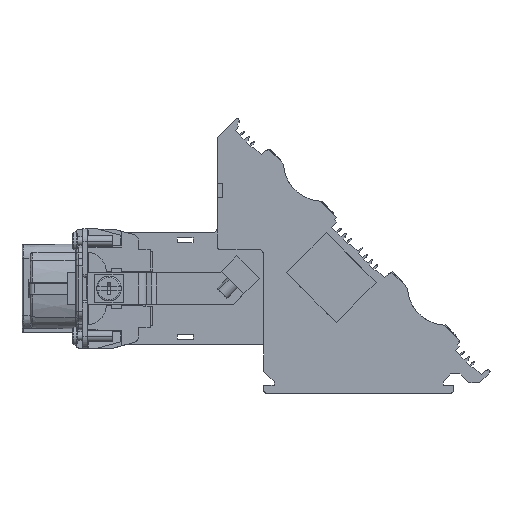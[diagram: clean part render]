
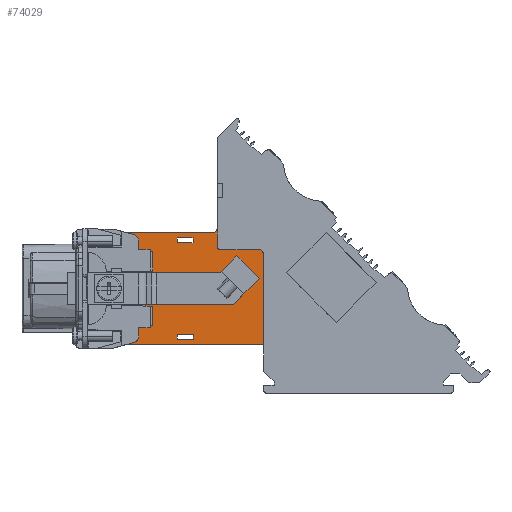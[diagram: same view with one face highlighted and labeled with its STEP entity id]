
A CAD part, left-side view. The second image highlights one B-rep face of the part: STEP entity #74029.
In plain terms, the highlighted planar face has unit normal (-1, 0, 0).
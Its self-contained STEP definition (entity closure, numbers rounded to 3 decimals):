
#5454=DIRECTION('',(0.,1.,0.));
#5455=VECTOR('',#5454,4.514);
#5456=CARTESIAN_POINT('',(-13.301,-30.671,
12.75));
#5457=LINE('',#5456,#5455);
#5522=DIRECTION('',(0.,0.,1.));
#5523=VECTOR('',#5522,1.386);
#5524=CARTESIAN_POINT('',(-13.301,-26.158,
12.75));
#5525=LINE('',#5524,#5523);
#5570=DIRECTION('',(0.,1.,0.009));
#5571=VECTOR('',#5570,20.301);
#5572=CARTESIAN_POINT('',(-13.301,-19.2,10.273));
#5573=LINE('',#5572,#5571);
#5574=DIRECTION('',(0.,-1.,0.));
#5575=VECTOR('',#5574,37.601);
#5576=CARTESIAN_POINT('',(-13.301,1.1,15.75));
#5577=LINE('',#5576,#5575);
#5578=CARTESIAN_POINT('',(-13.301,-36.5,
16.75));
#5579=DIRECTION('',(-1.,0.,0.));
#5580=DIRECTION('',(0.,-0.002,-1.));
#5581=AXIS2_PLACEMENT_3D('',#5578,#5579,#5580);
#5583=CARTESIAN_POINT('',(-13.301,-38.5,
11.8));
#5584=DIRECTION('',(-1.,0.,0.));
#5585=DIRECTION('',(0.,1.,0.));
#5586=AXIS2_PLACEMENT_3D('',#5583,#5584,#5585);
#5588=CARTESIAN_POINT('',(-13.301,-49.559,
10.8));
#5589=CARTESIAN_POINT('',(-13.301,-49.698,
10.8));
#5590=CARTESIAN_POINT('',(-13.301,-49.953,
10.745));
#5591=CARTESIAN_POINT('',(-13.301,-50.284,
10.526));
#5592=CARTESIAN_POINT('',(-13.301,-50.505,
10.192));
#5593=CARTESIAN_POINT('',(-13.301,-50.558,
9.943));
#5594=CARTESIAN_POINT('',(-13.301,-50.559,
9.803));
#5596=DIRECTION('',(0.,-0.005,-1.));
#5597=VECTOR('',#5596,26.054);
#5598=CARTESIAN_POINT('',(-13.301,-50.559,
9.803));
#5599=LINE('',#5598,#5597);
#5600=DIRECTION('',(0.,-1.,0.009));
#5601=VECTOR('',#5600,20.301);
#5602=CARTESIAN_POINT('',(-13.3,1.1,-10.95));
#5603=LINE('',#5602,#5601);
#5604=DIRECTION('',(0.,0.,1.));
#5605=VECTOR('',#5604,5.55);
#5606=CARTESIAN_POINT('',(-13.3,-19.2,-10.773));
#5607=LINE('',#5606,#5605);
#5608=DIRECTION('',(0.,1.,0.009));
#5609=VECTOR('',#5608,4.);
#5610=CARTESIAN_POINT('',(-13.3,-19.2,-5.223));
#5611=LINE('',#5610,#5609);
#5612=DIRECTION('',(0.,-1.,0.009));
#5613=VECTOR('',#5612,4.);
#5614=CARTESIAN_POINT('',(-13.301,-15.2,4.688));
#5615=LINE('',#5614,#5613);
#5616=DIRECTION('',(0.,0.,1.));
#5617=VECTOR('',#5616,5.55);
#5618=CARTESIAN_POINT('',(-13.301,-19.2,4.722));
#5619=LINE('',#5618,#5617);
#5620=DIRECTION('',(0.,0.,-1.));
#5621=VECTOR('',#5620,1.386);
#5622=CARTESIAN_POINT('',(-13.3,-30.758,
-13.25));
#5623=LINE('',#5622,#5621);
#5712=DIRECTION('',(0.,-1.,0.));
#5713=VECTOR('',#5712,4.6);
#5714=CARTESIAN_POINT('',(-13.3,-26.158,
-13.25));
#5715=LINE('',#5714,#5713);
#5732=DIRECTION('',(0.,0.,1.));
#5733=VECTOR('',#5732,1.386);
#5734=CARTESIAN_POINT('',(-13.3,-26.158,
-14.636));
#5735=LINE('',#5734,#5733);
#5868=DIRECTION('',(0.,-1.,0.));
#5869=VECTOR('',#5868,51.8);
#5870=CARTESIAN_POINT('',(-13.3,1.1,-16.25));
#5871=LINE('',#5870,#5869);
#5880=DIRECTION('',(0.,1.,0.));
#5881=VECTOR('',#5880,4.6);
#5882=CARTESIAN_POINT('',(-13.3,-30.758,
-14.636));
#5883=LINE('',#5882,#5881);
#6144=DIRECTION('',(0.,0.,-1.));
#6145=VECTOR('',#6144,5.3);
#6146=CARTESIAN_POINT('',(-13.3,1.1,-10.95));
#6147=LINE('',#6146,#6145);
#6260=DIRECTION('',(0.,0.,1.));
#6261=VECTOR('',#6260,5.3);
#6262=CARTESIAN_POINT('',(-13.301,1.1,10.45));
#6263=LINE('',#6262,#6261);
#6452=DIRECTION('',(0.,-1.,0.));
#6453=VECTOR('',#6452,4.514);
#6454=CARTESIAN_POINT('',(-13.301,-26.158,
14.135));
#6455=LINE('',#6454,#6453);
#6460=DIRECTION('',(0.,0.,-1.));
#6461=VECTOR('',#6460,1.386);
#6462=CARTESIAN_POINT('',(-13.301,-30.671,
14.135));
#6463=LINE('',#6462,#6461);
#7524=DIRECTION('',(0.,0.,1.));
#7525=VECTOR('',#7524,4.95);
#7526=CARTESIAN_POINT('',(-13.301,-37.5,
11.8));
#7527=LINE('',#7526,#7525);
#17285=DIRECTION('',(0.,1.,0.));
#17286=VECTOR('',#17285,11.059);
#17287=CARTESIAN_POINT('',(-13.301,-49.559,
10.8));
#17288=LINE('',#17287,#17286);
#36924=DIRECTION('',(0.,0.,-1.));
#36925=VECTOR('',#36924,9.876);
#36926=CARTESIAN_POINT('',(-13.301,-15.2,4.688));
#36927=LINE('',#36926,#36925);
#54432=CARTESIAN_POINT('',(-13.301,-36.502,
15.75));
#54433=CARTESIAN_POINT('',(-13.301,-37.5,
16.751));
#54434=VERTEX_POINT('',#54432);
#54435=VERTEX_POINT('',#54433);
#54436=CARTESIAN_POINT('',(-13.301,-37.5,
11.8));
#54437=VERTEX_POINT('',#54436);
#54438=CARTESIAN_POINT('',(-13.301,-38.5,
10.8));
#54439=VERTEX_POINT('',#54438);
#54440=CARTESIAN_POINT('',(-13.301,-49.559,
10.8));
#54441=VERTEX_POINT('',#54440);
#54442=VERTEX_POINT('',#5594);
#54443=CARTESIAN_POINT('',(-13.3,-50.7,
-16.25));
#54444=VERTEX_POINT('',#54443);
#54445=CARTESIAN_POINT('',(-13.3,-30.758,
-13.25));
#54446=CARTESIAN_POINT('',(-13.3,-30.758,
-14.636));
#54447=VERTEX_POINT('',#54445);
#54448=VERTEX_POINT('',#54446);
#54449=CARTESIAN_POINT('',(-13.3,-26.158,
-13.25));
#54450=VERTEX_POINT('',#54449);
#54451=CARTESIAN_POINT('',(-13.3,-26.158,
-14.636));
#54452=VERTEX_POINT('',#54451);
#54453=CARTESIAN_POINT('',(-13.301,-30.671,
12.75));
#54454=CARTESIAN_POINT('',(-13.301,-26.158,
12.75));
#54455=VERTEX_POINT('',#54453);
#54456=VERTEX_POINT('',#54454);
#54457=CARTESIAN_POINT('',(-13.301,-30.671,
14.135));
#54458=VERTEX_POINT('',#54457);
#54459=CARTESIAN_POINT('',(-13.301,-26.158,
14.135));
#54460=VERTEX_POINT('',#54459);
#67738=CARTESIAN_POINT('',(-13.301,-15.2,4.688));
#67739=CARTESIAN_POINT('',(-13.3,-15.2,-5.188));
#67740=VERTEX_POINT('',#67738);
#67741=VERTEX_POINT('',#67739);
#67752=CARTESIAN_POINT('',(-13.301,1.1,15.75));
#67753=VERTEX_POINT('',#67752);
#67754=CARTESIAN_POINT('',(-13.301,1.1,10.45));
#67755=VERTEX_POINT('',#67754);
#67762=CARTESIAN_POINT('',(-13.3,1.1,-10.95));
#67763=CARTESIAN_POINT('',(-13.3,1.1,-16.25));
#67764=VERTEX_POINT('',#67762);
#67765=VERTEX_POINT('',#67763);
#67870=CARTESIAN_POINT('',(-13.3,-19.2,-10.773));
#67871=CARTESIAN_POINT('',(-13.3,-19.2,-5.223));
#67872=VERTEX_POINT('',#67870);
#67873=VERTEX_POINT('',#67871);
#67874=CARTESIAN_POINT('',(-13.301,-19.2,4.722));
#67875=CARTESIAN_POINT('',(-13.301,-19.2,10.273));
#67876=VERTEX_POINT('',#67874);
#67877=VERTEX_POINT('',#67875);
#73970=CARTESIAN_POINT('',(-13.3,-34.3,0.25));
#73971=DIRECTION('',(1.,0.,0.));
#73972=DIRECTION('',(0.,0.,-1.));
#73973=AXIS2_PLACEMENT_3D('',#73970,#73971,#73972);
#73974=PLANE('',#73973);
#73976=ORIENTED_EDGE('',*,*,#73975,.T.);
#73978=ORIENTED_EDGE('',*,*,#73977,.T.);
#73980=ORIENTED_EDGE('',*,*,#73979,.T.);
#73982=ORIENTED_EDGE('',*,*,#73981,.T.);
#73984=ORIENTED_EDGE('',*,*,#73983,.F.);
#73986=ORIENTED_EDGE('',*,*,#73985,.T.);
#73988=ORIENTED_EDGE('',*,*,#73987,.F.);
#73990=ORIENTED_EDGE('',*,*,#73989,.T.);
#73992=ORIENTED_EDGE('',*,*,#73991,.T.);
#73994=ORIENTED_EDGE('',*,*,#73993,.F.);
#73996=ORIENTED_EDGE('',*,*,#73995,.F.);
#73998=ORIENTED_EDGE('',*,*,#73997,.T.);
#74000=ORIENTED_EDGE('',*,*,#73999,.T.);
#74002=ORIENTED_EDGE('',*,*,#74001,.T.);
#74004=ORIENTED_EDGE('',*,*,#74003,.F.);
#74006=ORIENTED_EDGE('',*,*,#74005,.T.);
#74008=ORIENTED_EDGE('',*,*,#74007,.T.);
#74009=EDGE_LOOP('',(#73976,#73978,#73980,#73982,#73984,#73986,#73988,#73990,
#73992,#73994,#73996,#73998,#74000,#74002,#74004,#74006,#74008));
#74010=FACE_OUTER_BOUND('',#74009,.F.);
#74011=ORIENTED_EDGE('',*,*,#73767,.F.);
#74013=ORIENTED_EDGE('',*,*,#74012,.F.);
#74015=ORIENTED_EDGE('',*,*,#74014,.F.);
#74016=ORIENTED_EDGE('',*,*,#73883,.F.);
#74017=EDGE_LOOP('',(#74011,#74013,#74015,#74016));
#74018=FACE_BOUND('',#74017,.F.);
#74020=ORIENTED_EDGE('',*,*,#74019,.F.);
#74022=ORIENTED_EDGE('',*,*,#74021,.F.);
#74024=ORIENTED_EDGE('',*,*,#74023,.F.);
#74026=ORIENTED_EDGE('',*,*,#74025,.F.);
#74027=EDGE_LOOP('',(#74020,#74022,#74024,#74026));
#74028=FACE_BOUND('',#74027,.F.);
#74029=ADVANCED_FACE('',(#74010,#74018,#74028),#73974,.F.);
#5582=CIRCLE('',#5581,1.);
#5587=CIRCLE('',#5586,1.);
#5595=B_SPLINE_CURVE_WITH_KNOTS('',3,(#5588,#5589,#5590,#5591,#5592,#5593,
#5594),.UNSPECIFIED.,.F.,.F.,(4,1,1,1,4),(0.,0.25,0.5,0.75,1.),
.UNSPECIFIED.);
#73767=EDGE_CURVE('',#54455,#54456,#5457,.T.);
#73883=EDGE_CURVE('',#54456,#54460,#5525,.T.);
#73975=EDGE_CURVE('',#67877,#67755,#5573,.T.);
#73977=EDGE_CURVE('',#67755,#67753,#6263,.T.);
#73979=EDGE_CURVE('',#67753,#54434,#5577,.T.);
#73981=EDGE_CURVE('',#54434,#54435,#5582,.T.);
#73983=EDGE_CURVE('',#54437,#54435,#7527,.T.);
#73985=EDGE_CURVE('',#54437,#54439,#5587,.T.);
#73987=EDGE_CURVE('',#54441,#54439,#17288,.T.);
#73989=EDGE_CURVE('',#54441,#54442,#5595,.T.);
#73991=EDGE_CURVE('',#54442,#54444,#5599,.T.);
#73993=EDGE_CURVE('',#67765,#54444,#5871,.T.);
#73995=EDGE_CURVE('',#67764,#67765,#6147,.T.);
#73997=EDGE_CURVE('',#67764,#67872,#5603,.T.);
#73999=EDGE_CURVE('',#67872,#67873,#5607,.T.);
#74001=EDGE_CURVE('',#67873,#67741,#5611,.T.);
#74003=EDGE_CURVE('',#67740,#67741,#36927,.T.);
#74005=EDGE_CURVE('',#67740,#67876,#5615,.T.);
#74007=EDGE_CURVE('',#67876,#67877,#5619,.T.);
#74012=EDGE_CURVE('',#54458,#54455,#6463,.T.);
#74014=EDGE_CURVE('',#54460,#54458,#6455,.T.);
#74019=EDGE_CURVE('',#54447,#54448,#5623,.T.);
#74021=EDGE_CURVE('',#54450,#54447,#5715,.T.);
#74023=EDGE_CURVE('',#54452,#54450,#5735,.T.);
#74025=EDGE_CURVE('',#54448,#54452,#5883,.T.);
